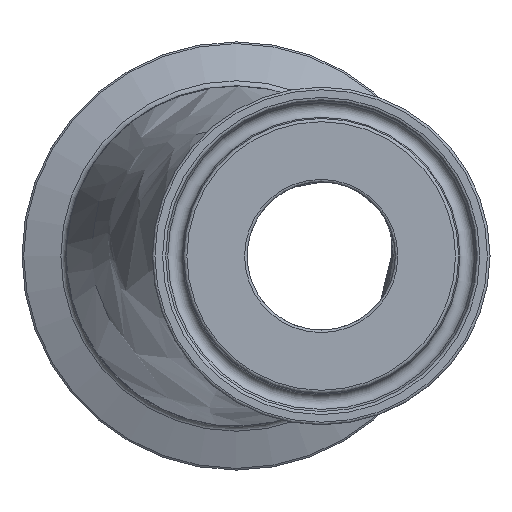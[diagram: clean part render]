
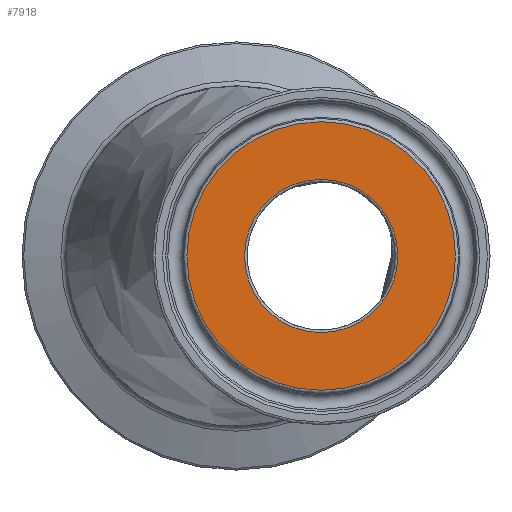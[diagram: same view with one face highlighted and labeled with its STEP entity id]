
A CAD part, left-side view. The second image highlights one B-rep face of the part: STEP entity #7918.
In plain terms, the highlighted planar face has unit normal (-1, 0, 0).
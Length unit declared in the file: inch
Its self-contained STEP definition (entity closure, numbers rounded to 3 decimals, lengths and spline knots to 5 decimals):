
#222=PLANE('',#8250);
#492=FACE_BOUND('',#2272,.T.);
#1789=FACE_OUTER_BOUND('',#2271,.T.);
#2271=EDGE_LOOP('',(#7321));
#2272=EDGE_LOOP('',(#7322));
#2428=CIRCLE('',#8249,0.45);
#2429=CIRCLE('',#8251,0.78916);
#3820=VERTEX_POINT('',#17614);
#3821=VERTEX_POINT('',#17617);
#5002=EDGE_CURVE('',#3820,#3820,#2428,.T.);
#5003=EDGE_CURVE('',#3821,#3821,#2429,.T.);
#7321=ORIENTED_EDGE('',*,*,#5003,.F.);
#7322=ORIENTED_EDGE('',*,*,#5002,.F.);
#7918=ADVANCED_FACE('',(#1789,#492),#222,.T.);
#8249=AXIS2_PLACEMENT_3D('',#17615,#9286,#9287);
#8250=AXIS2_PLACEMENT_3D('',#17616,#9288,#9289);
#8251=AXIS2_PLACEMENT_3D('',#17618,#9290,#9291);
#9286=DIRECTION('center_axis',(-1.,0.,0.));
#9287=DIRECTION('ref_axis',(0.,-1.,0.));
#9288=DIRECTION('center_axis',(-1.,0.,0.));
#9289=DIRECTION('ref_axis',(0.,0.,1.));
#9290=DIRECTION('center_axis',(1.,0.,0.));
#9291=DIRECTION('ref_axis',(0.,-1.,0.));
#17614=CARTESIAN_POINT('',(-0.5,0.45,0.));
#17615=CARTESIAN_POINT('Origin',(-0.5,0.,0.));
#17616=CARTESIAN_POINT('Origin',(-0.5,0.80316,0.));
#17617=CARTESIAN_POINT('',(-0.5,0.78916,0.));
#17618=CARTESIAN_POINT('Origin',(-0.5,0.,0.));
